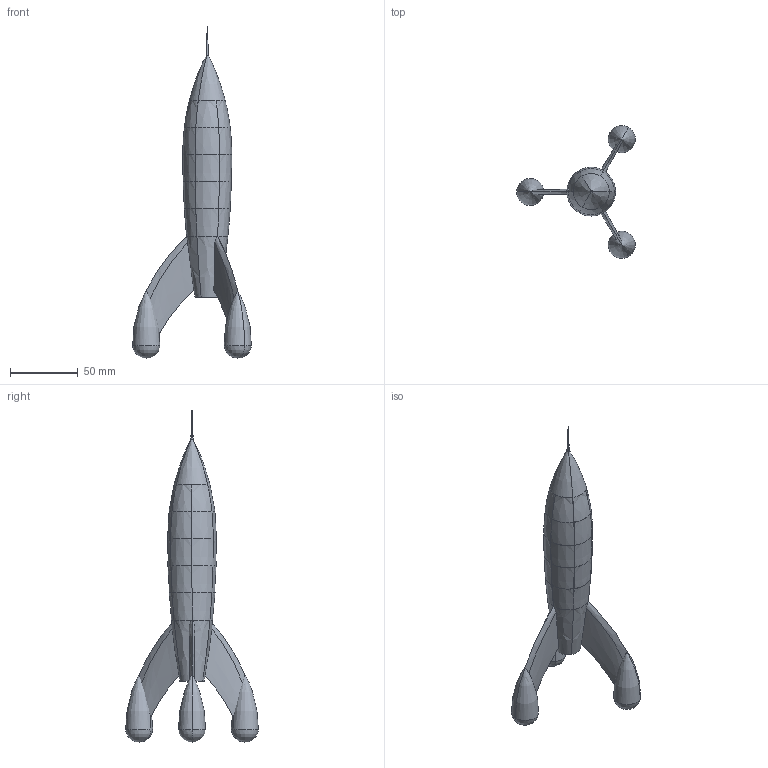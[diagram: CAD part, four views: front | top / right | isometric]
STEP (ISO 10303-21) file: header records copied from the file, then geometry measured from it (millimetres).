
FILE_DESCRIPTION(('FreeCAD Model'),'2;1');
FILE_NAME('Open CASCADE Shape Model','2024-02-19T14:54:01',(''),(''), 'Open CASCADE STEP processor 7.6','FreeCAD','Unknown');
FILE_SCHEMA(('AUTOMOTIVE_DESIGN { 1 0 10303 214 1 1 1 1 }'));
Length unit declared in the file: millimetre
Products named in the file (18): Tintin_MoonRocket_016_19_02_2024; Complete-Group-000; Antenna-000; Base-000; NoseCone-000; Fin; BodyRotNeg; BodyRotPos; Panel1; Panel3; Panel5; Nacelle-Halves; Revolve048; Revolve049; Panel4; Panel2; Complete-Group-120; Complete-Group-240
Assembly tree (41 placements, depth 4):
  Tintin_MoonRocket_016_19_02_2024
    Complete-Group-000
      Antenna-000
      Base-000
      NoseCone-000
      Fin
      BodyRotNeg
      BodyRotPos
      Panel1
      Panel3
      Panel5
      Nacelle-Halves
        Revolve048
        Revolve049
      Panel4
      Panel2
    Complete-Group-120
      Antenna-000
      Base-000
      NoseCone-000
      Fin
      BodyRotNeg
      BodyRotPos
      Panel1
      Panel3
      Panel5
      Nacelle-Halves
        Revolve048
        Revolve049
      Panel4
      Panel2
    Complete-Group-240
      Antenna-000
      Base-000
      NoseCone-000
      Fin
      BodyRotNeg
      BodyRotPos
      Panel1
      Panel3
      Panel5
      Nacelle-Halves
        Revolve048
        Revolve049
      Panel4
      Panel2
Bounding box: 87.5 x 97.94 x 245 mm (x, y, z)
Volume: 143500.4 mm3; surface area: 74886.4 mm2
Topology: 39 solids, 39 shells, 258 faces, 558 edges, 360 vertices
Faces by surface type: plane 156, revolution 81, bspline 12, cone 9
Entity records: 5819 total; most frequent: CARTESIAN_POINT 1465, DIRECTION 833, ORIENTED_EDGE 360, PCURVE 360, DEFINITIONAL_REPRESENTATION 360, LINE 315, VECTOR 315, AXIS2_PLACEMENT_3D 227
